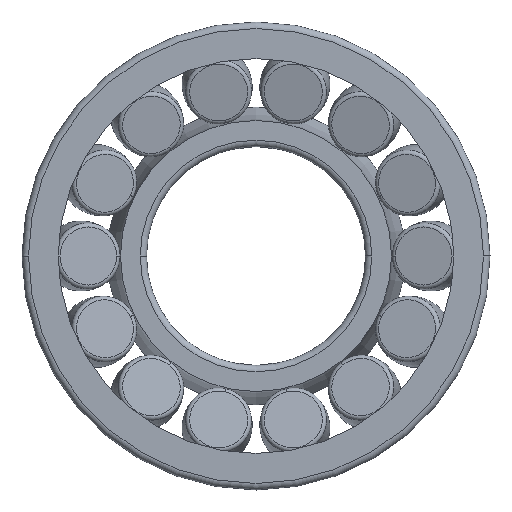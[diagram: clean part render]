
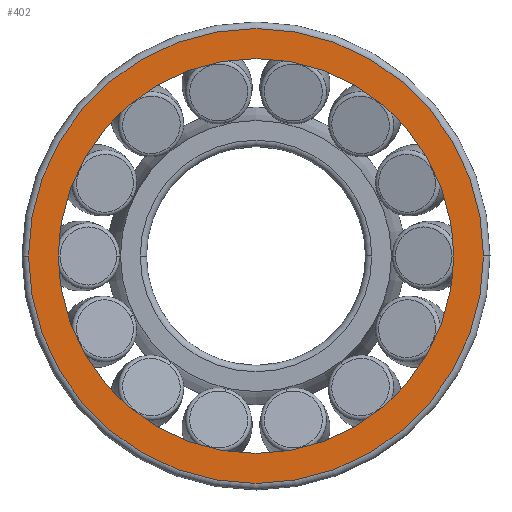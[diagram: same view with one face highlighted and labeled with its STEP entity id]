
A CAD part, left-side view. The second image highlights one B-rep face of the part: STEP entity #402.
In plain terms, the highlighted planar face has unit normal (-1, 0, 0).
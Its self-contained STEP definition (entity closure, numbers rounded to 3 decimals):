
#402=ADVANCED_FACE('',(#1046,#1047),#1048,.T.);
#1046=FACE_OUTER_BOUND('',#1986,.T.);
#1047=FACE_BOUND('',#1987,.T.);
#1048=PLANE('',#1988);
#1986=EDGE_LOOP('',(#2950,#2951));
#1987=EDGE_LOOP('',(#2952,#2953,#2954));
#1988=AXIS2_PLACEMENT_3D('',#2955,#2956,#2957);
#2950=ORIENTED_EDGE('',*,*,#4939,.F.);
#2951=ORIENTED_EDGE('',*,*,#4989,.F.);
#2952=ORIENTED_EDGE('',*,*,#4985,.T.);
#2953=ORIENTED_EDGE('',*,*,#4944,.T.);
#2954=ORIENTED_EDGE('',*,*,#4986,.T.);
#2955=CARTESIAN_POINT('',(0.0,0.,68.087));
#2956=DIRECTION('',(-1.0,-0.0,0.0));
#2957=DIRECTION('',(0.0,0.0,1.0));
#4939=EDGE_CURVE('',#5780,#5783,#5784,.T.);
#4944=EDGE_CURVE('',#5791,#5788,#5792,.T.);
#4985=EDGE_CURVE('',#5845,#5791,#5846,.T.);
#4986=EDGE_CURVE('',#5788,#5845,#5847,.T.);
#4989=EDGE_CURVE('',#5783,#5780,#5850,.T.);
#5780=VERTEX_POINT('',#6951);
#5783=VERTEX_POINT('',#6954);
#5784=CIRCLE('',#6955,72.9);
#5788=VERTEX_POINT('',#6959);
#5791=VERTEX_POINT('',#6962);
#5792=CIRCLE('',#6963,63.275);
#5845=VERTEX_POINT('',#7224);
#5846=CIRCLE('',#7225,63.275);
#5847=CIRCLE('',#7226,63.275);
#5850=CIRCLE('',#7229,72.9);
#6951=CARTESIAN_POINT('',(0.0,72.9,0.));
#6954=CARTESIAN_POINT('',(0.0,-72.9,0.));
#6955=AXIS2_PLACEMENT_3D('',#8332,#8333,#8334);
#6959=CARTESIAN_POINT('',(0.0,63.275,0.));
#6962=CARTESIAN_POINT('',(0.0,-63.275,0.));
#6963=AXIS2_PLACEMENT_3D('',#8344,#8345,#8346);
#7224=CARTESIAN_POINT('',(0.0,0.,63.275));
#7225=AXIS2_PLACEMENT_3D('',#8402,#8403,#8404);
#7226=AXIS2_PLACEMENT_3D('',#8405,#8406,#8407);
#7229=AXIS2_PLACEMENT_3D('',#8411,#8412,#8413);
#8332=CARTESIAN_POINT('',(0.0,0.0,0.0));
#8333=DIRECTION('',(1.0,0.0,-0.0));
#8334=DIRECTION('',(0.0,0.,1.0));
#8344=CARTESIAN_POINT('',(0.0,0.0,0.0));
#8345=DIRECTION('',(1.0,0.0,-0.0));
#8346=DIRECTION('',(0.0,0.,1.0));
#8402=CARTESIAN_POINT('',(0.0,0.0,0.0));
#8403=DIRECTION('',(1.0,0.0,-0.0));
#8404=DIRECTION('',(0.0,0.,1.0));
#8405=CARTESIAN_POINT('',(0.0,0.0,0.0));
#8406=DIRECTION('',(1.0,0.0,-0.0));
#8407=DIRECTION('',(0.0,0.,1.0));
#8411=CARTESIAN_POINT('',(0.0,0.0,0.0));
#8412=DIRECTION('',(1.0,0.0,-0.0));
#8413=DIRECTION('',(0.0,0.,1.0));
